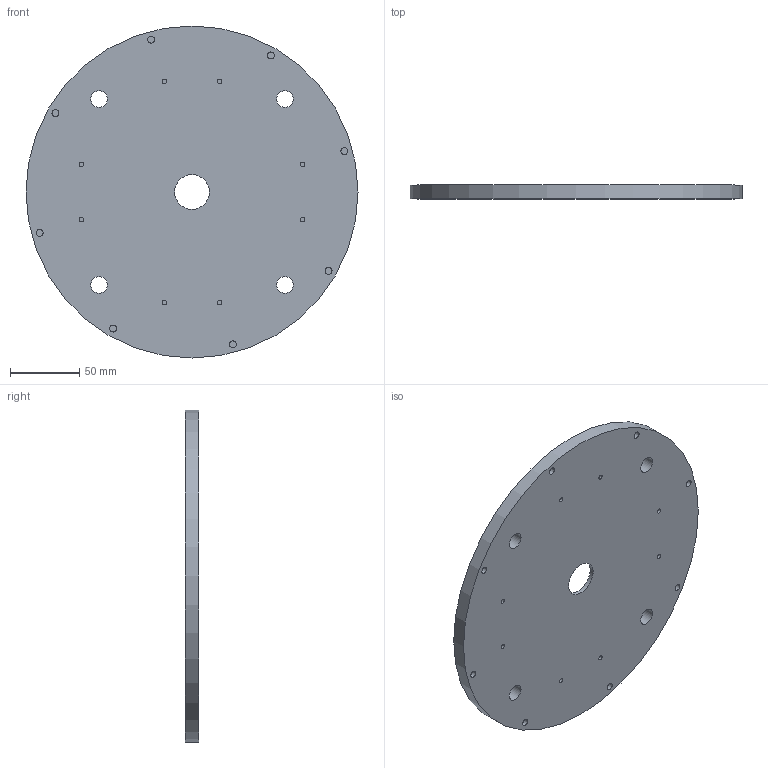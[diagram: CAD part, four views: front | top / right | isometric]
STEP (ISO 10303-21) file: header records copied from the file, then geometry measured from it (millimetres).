
FILE_DESCRIPTION(/* description */ (''),/* implementation_level */ '2;1');
FILE_NAME(/* name */ 'Forward_lower plate.stp',/* time_stamp */ '2023-07-28T14:52:59+08:00',/* author */ ('310611102'),/* organization */ (''),/* preprocessor_version */ 'ST-DEVELOPER v19',/* originating_system */ 'Autodesk Inventor 2023',/* authorisation */ '');
FILE_SCHEMA (('AUTOMOTIVE_DESIGN { 1 0 10303 214 3 1 1 }'));
Length unit declared in the file: millimetre
Products named in the file (1): Forward_lower plate
Bounding box: 240 x 10 x 240 mm (x, y, z)
Volume: 430487.8 mm3; surface area: 101239.4 mm2
Topology: 1 solids, 1 shells, 86 faces, 135 edges, 90 vertices
Faces by surface type: cylinder 45, plane 41
Full cylindrical faces by diameter (mm): 2.5 x18, 3.3 x8, 4.2 x4, 5 x8, 12 x4, 25 x1, 50 x1, 240 x1
Entity records: 2052 total; most frequent: DIRECTION 399, CARTESIAN_POINT 312, ORIENTED_EDGE 270, AXIS2_PLACEMENT_3D 177, EDGE_LOOP 135, EDGE_CURVE 135, CIRCLE 90, VERTEX_POINT 90
